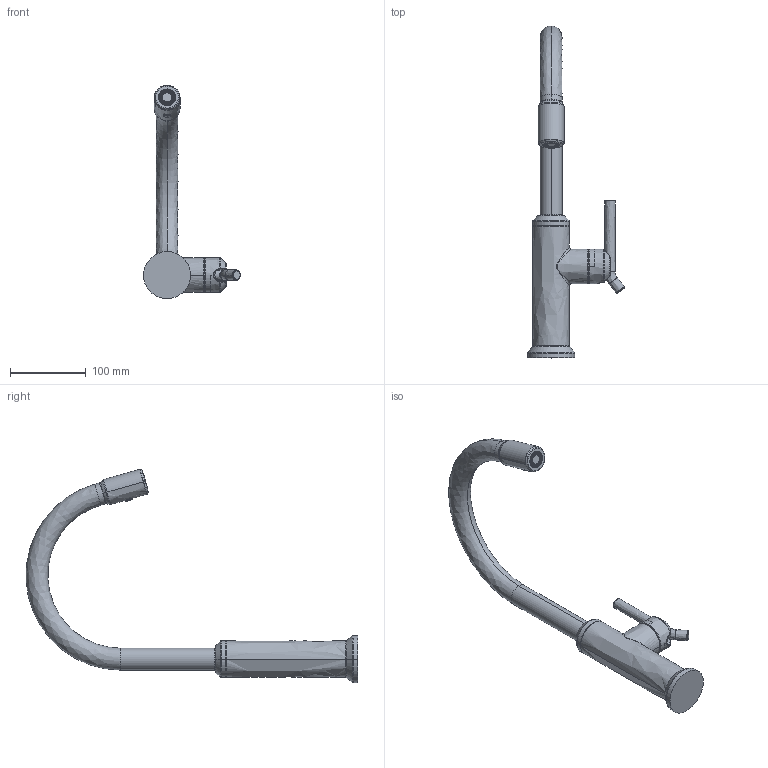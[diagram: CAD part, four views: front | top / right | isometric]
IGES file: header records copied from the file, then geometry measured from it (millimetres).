
Start section:  PTC IGES file: 12448.igs
Global section: file name: 12448.igs; native system: Creo Parametric by PTC Inc.; preprocessor: 2018400; author: jinson.thomas; organization: Unknown; date: 20210409.111318; units: inch
Bounding box: 128.13 x 438.67 x 282.08 mm (x, y, z)
Volume: 805472 mm3; surface area: 96684.6 mm2
Topology: 1 solids, 1 shells, 323 faces, 806 edges, 496 vertices
Faces by surface type: revolution 175, bspline 148
